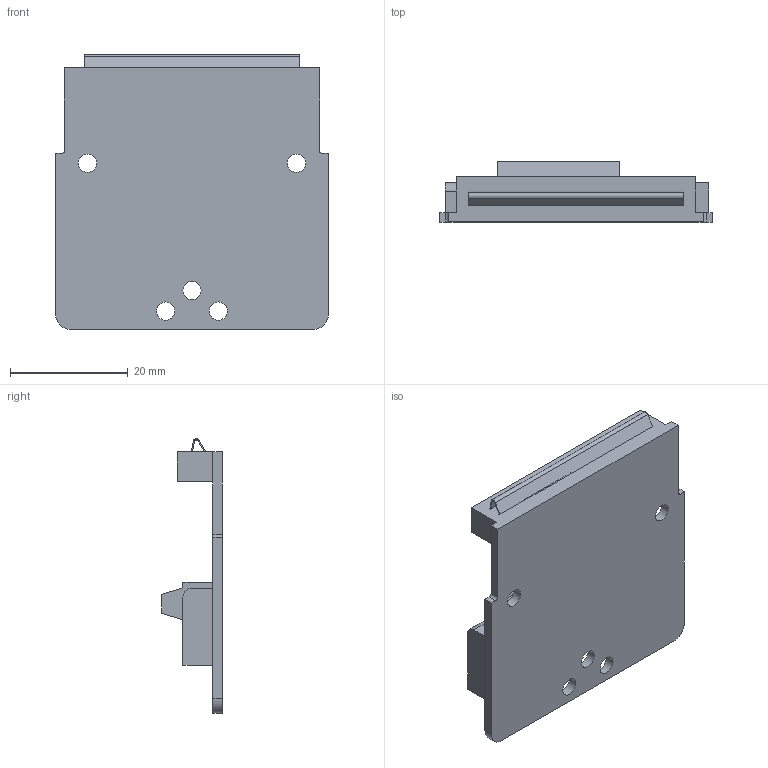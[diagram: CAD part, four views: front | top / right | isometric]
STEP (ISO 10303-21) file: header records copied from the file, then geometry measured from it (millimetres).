
FILE_DESCRIPTION(/* description */ (''),/* implementation_level */ '2;1');
FILE_NAME(/* name */ 'Top mount board.step',/* time_stamp */ '2021-12-09T00:50:56-05:00',/* author */ (''),/* organization */ (''),/* preprocessor_version */ 'ST-DEVELOPER v18.1',/* originating_system */ 'Autodesk Translation Framework v10.10.0.1391',/* authorisation */ '');
FILE_SCHEMA (('AUTOMOTIVE_DESIGN { 1 0 10303 214 3 1 1 }'));
Length unit declared in the file: millimetre
Products named in the file (1): Top mount board
Bounding box: 46.4 x 10.3 x 46.7 mm (x, y, z)
Volume: 6558.6 mm3; surface area: 6087 mm2
Topology: 1 solids, 1 shells, 51 faces, 138 edges, 92 vertices
Faces by surface type: plane 39, cylinder 12
Full cylindrical faces by diameter (mm): 3.1 x5
Entity records: 1653 total; most frequent: CARTESIAN_POINT 282, ORIENTED_EDGE 276, DIRECTION 266, EDGE_CURVE 138, LINE 114, VECTOR 114, VERTEX_POINT 92, AXIS2_PLACEMENT_3D 76
